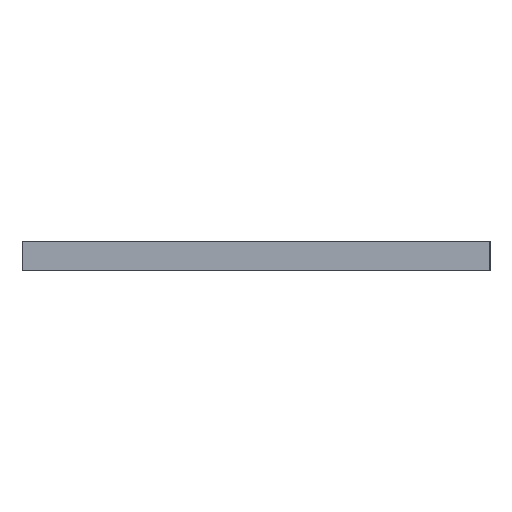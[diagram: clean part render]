
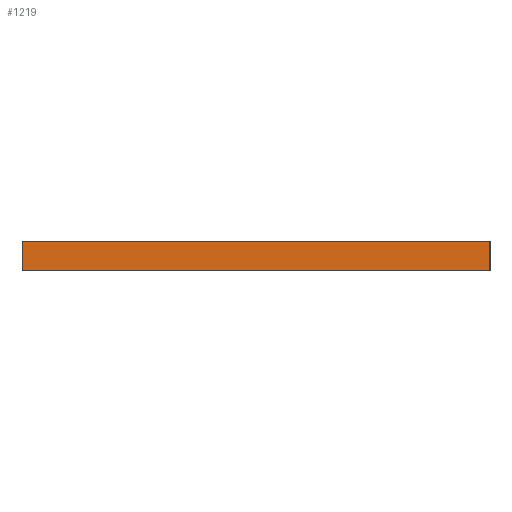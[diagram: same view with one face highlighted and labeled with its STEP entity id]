
A CAD part, left-side view. The second image highlights one B-rep face of the part: STEP entity #1219.
In plain terms, the highlighted planar face has unit normal (-1, 0, 0).
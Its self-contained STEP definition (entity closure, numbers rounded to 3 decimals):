
#115 = VERTEX_POINT ( 'NONE', #1468 ) ;
#541 = VECTOR ( 'NONE', #2308, 1000. ) ;
#966 = ORIENTED_EDGE ( 'NONE', *, *, #9559, .T. ) ;
#1027 = FACE_OUTER_BOUND ( 'NONE', #10989, .T. ) ;
#1219 = ADVANCED_FACE ( 'NONE', ( #1027 ), #13013, .F. ) ;
#1440 = CARTESIAN_POINT ( 'NONE',  ( -11.43, 18.542, 1.587 ) ) ;
#1468 = CARTESIAN_POINT ( 'NONE',  ( -11.43, -6.858, 0. ) ) ;
#2308 = DIRECTION ( 'NONE',  ( 0., -1., 0. ) ) ;
#2318 = VECTOR ( 'NONE', #4975, 1000. ) ;
#2332 = DIRECTION ( 'NONE',  ( 0., -1., 0. ) ) ;
#2617 = DIRECTION ( 'NONE',  ( 0., 0., -1. ) ) ;
#3117 = EDGE_CURVE ( 'NONE', #8026, #115, #6653, .T. ) ;
#3377 = VERTEX_POINT ( 'NONE', #6459 ) ;
#3547 = CARTESIAN_POINT ( 'NONE',  ( -11.43, 18.542, 1.587 ) ) ;
#4379 = ORIENTED_EDGE ( 'NONE', *, *, #7358, .F. ) ;
#4706 = LINE ( 'NONE', #14234, #2318 ) ;
#4975 = DIRECTION ( 'NONE',  ( 0., 0., -1. ) ) ;
#5769 = EDGE_CURVE ( 'NONE', #3377, #115, #4706, .T. ) ;
#5802 = VECTOR ( 'NONE', #2332, 1000. ) ;
#6459 = CARTESIAN_POINT ( 'NONE',  ( -11.43, -6.858, 1.587 ) ) ;
#6653 = LINE ( 'NONE', #9263, #5802 ) ;
#7002 = CARTESIAN_POINT ( 'NONE',  ( -11.43, 18.542, 1.587 ) ) ;
#7358 = EDGE_CURVE ( 'NONE', #11720, #3377, #8433, .T. ) ;
#8026 = VERTEX_POINT ( 'NONE', #10502 ) ;
#8433 = LINE ( 'NONE', #7002, #541 ) ;
#8800 = ORIENTED_EDGE ( 'NONE', *, *, #5769, .F. ) ;
#9263 = CARTESIAN_POINT ( 'NONE',  ( -11.43, 18.542, 0. ) ) ;
#9556 = DIRECTION ( 'NONE',  ( 1., 0., 0. ) ) ;
#9559 = EDGE_CURVE ( 'NONE', #11720, #8026, #13059, .T. ) ;
#9578 = DIRECTION ( 'NONE',  ( 0., 0., -1. ) ) ;
#10502 = CARTESIAN_POINT ( 'NONE',  ( -11.43, 18.542, 0. ) ) ;
#10758 = CARTESIAN_POINT ( 'NONE',  ( -11.43, 18.542, 1.587 ) ) ;
#10989 = EDGE_LOOP ( 'NONE', ( #14447, #8800, #4379, #966 ) ) ;
#11720 = VERTEX_POINT ( 'NONE', #3547 ) ;
#13013 = PLANE ( 'NONE',  #13258 ) ;
#13059 = LINE ( 'NONE', #10758, #13965 ) ;
#13258 = AXIS2_PLACEMENT_3D ( 'NONE', #1440, #9556, #2617 ) ;
#13965 = VECTOR ( 'NONE', #9578, 1000. ) ;
#14234 = CARTESIAN_POINT ( 'NONE',  ( -11.43, -6.858, 1.587 ) ) ;
#14447 = ORIENTED_EDGE ( 'NONE', *, *, #3117, .T. ) ;
